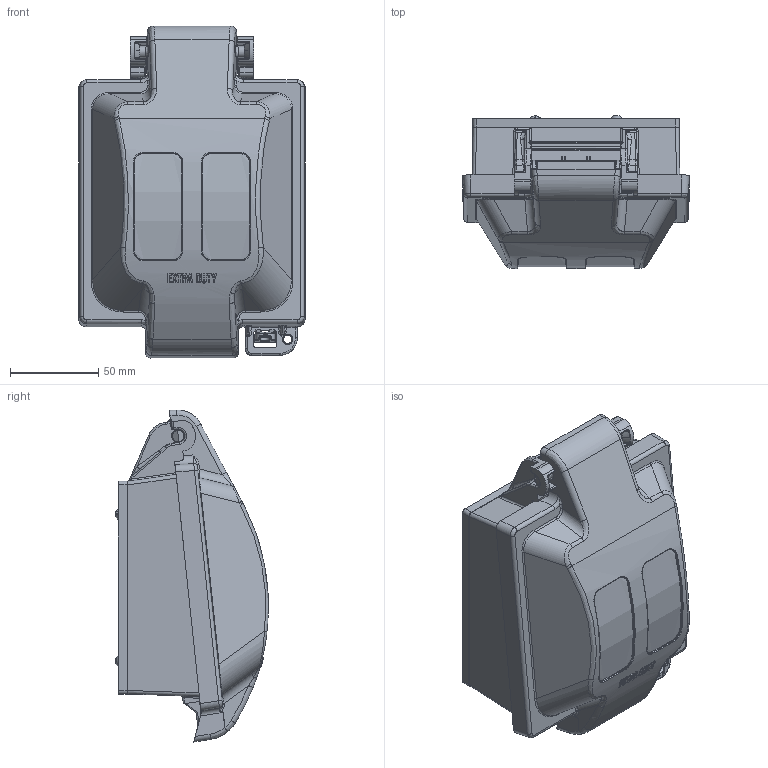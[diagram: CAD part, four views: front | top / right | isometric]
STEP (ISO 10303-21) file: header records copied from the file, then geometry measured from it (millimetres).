
FILE_DESCRIPTION (( 'STEP AP214' ), '1' );
FILE_NAME ('ORC5331-M01.STEP', '2024-09-30T17:46:43', ( '' ), ( '' ), 'SwSTEP 2.0', 'SolidWorks 2024', '' );
FILE_SCHEMA (( 'AUTOMOTIVE_DESIGN' ));
Products named in the file (1): ORC5331-M01
Bounding box: 128.31 x 86.74 x 188.36 mm (x, y, z)
Surface area: 137684.9 mm2 (no closed solid volume)
Topology: 0 solids, 20 shells, 1430 faces, 4687 edges, 3147 vertices
Faces by surface type: bspline 484, cylinder 457, plane 383, cone 97, torus 9
Full cylindrical faces by diameter (mm): 6 x1, 6.5 x2
Entity records: 89957 total; most frequent: CARTESIAN_POINT 58689, ORIENTED_EDGE 7623, EDGE_CURVE 4591, DIRECTION 3756, VERTEX_POINT 3114, B_SPLINE_CURVE_WITH_KNOTS 2716, EDGE_LOOP 1515, FACE_OUTER_BOUND 1445
